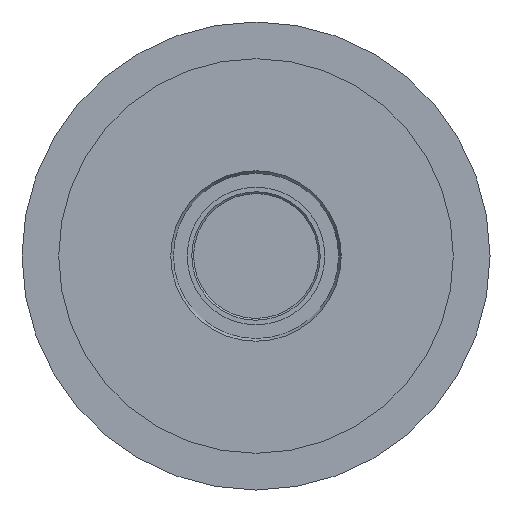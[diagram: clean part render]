
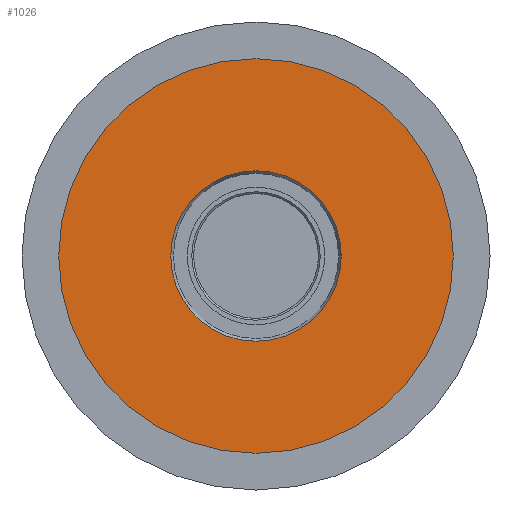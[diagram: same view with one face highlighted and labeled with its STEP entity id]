
A CAD part, left-side view. The second image highlights one B-rep face of the part: STEP entity #1026.
In plain terms, the highlighted planar face has unit normal (-1, 0, 0).
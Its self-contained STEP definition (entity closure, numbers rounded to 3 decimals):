
#999=CARTESIAN_POINT('',(-8.5,15.394,0.0));
#1000=DIRECTION('',(-1.0,0.0,0.0));
#1001=DIRECTION('',(0.0,0.0,1.0));
#1002=AXIS2_PLACEMENT_3D('',#999,#1000,#1001);
#1003=PLANE('',#1002);
#1004=CARTESIAN_POINT('',(-8.5,21.5,0.0));
#1005=VERTEX_POINT('',#1004);
#1006=CARTESIAN_POINT('',(-8.5,0.0,0.0));
#1007=DIRECTION('',(1.0,0.0,0.0));
#1008=DIRECTION('',(0.0,1.0,0.0));
#1009=AXIS2_PLACEMENT_3D('',#1006,#1007,#1008);
#1010=CIRCLE('',#1009,21.5);
#1011=EDGE_CURVE('',#1005,#1005,#1010,.T.);
#1012=ORIENTED_EDGE('',*,*,#1011,.F.);
#1013=EDGE_LOOP('',(#1012));
#1014=FACE_OUTER_BOUND('',#1013,.T.);
#1015=CARTESIAN_POINT('',(-8.5,9.289,0.0));
#1016=VERTEX_POINT('',#1015);
#1017=CARTESIAN_POINT('',(-8.5,0.0,0.0));
#1018=DIRECTION('',(1.0,0.0,0.0));
#1019=DIRECTION('',(0.0,1.0,0.0));
#1020=AXIS2_PLACEMENT_3D('',#1017,#1018,#1019);
#1021=CIRCLE('',#1020,9.289);
#1022=EDGE_CURVE('',#1016,#1016,#1021,.T.);
#1023=ORIENTED_EDGE('',*,*,#1022,.T.);
#1024=EDGE_LOOP('',(#1023));
#1025=FACE_BOUND('',#1024,.T.);
#1026=ADVANCED_FACE('',(#1014,#1025),#1003,.T.);
